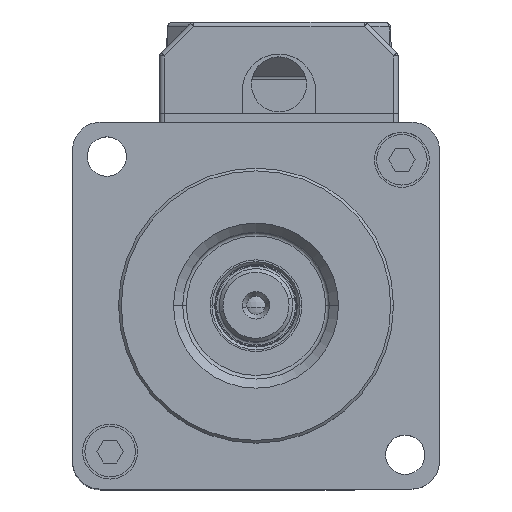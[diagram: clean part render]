
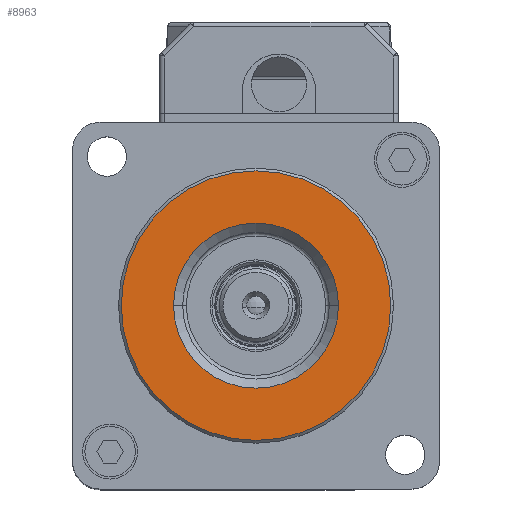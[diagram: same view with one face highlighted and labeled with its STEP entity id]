
A CAD part, top view. The second image highlights one B-rep face of the part: STEP entity #8963.
In plain terms, the highlighted planar face has unit normal (0, 0, 1).
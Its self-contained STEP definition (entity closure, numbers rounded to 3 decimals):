
#63 = CARTESIAN_POINT ( 'NONE',  ( 0., 0., 56.5 ) ) ;
#213 = VERTEX_POINT ( 'NONE', #6577 ) ;
#761 = DIRECTION ( 'NONE',  ( -1., 0., 0. ) ) ;
#1325 = CARTESIAN_POINT ( 'NONE',  ( 0., 0., 56.5 ) ) ;
#1824 = ORIENTED_EDGE ( 'NONE', *, *, #6797, .T. ) ;
#1929 = VERTEX_POINT ( 'NONE', #22520 ) ;
#2108 = DIRECTION ( 'NONE',  ( -1., 0., 0. ) ) ;
#2225 = CARTESIAN_POINT ( 'NONE',  ( 9., 0., 56.5 ) ) ;
#2726 = EDGE_LOOP ( 'NONE', ( #20248, #13227 ) ) ;
#2973 = AXIS2_PLACEMENT_3D ( 'NONE', #25235, #12995, #761 ) ;
#3094 = PLANE ( 'NONE',  #7748 ) ;
#3360 = DIRECTION ( 'NONE',  ( -1., 0., 0. ) ) ;
#3793 = ORIENTED_EDGE ( 'NONE', *, *, #15615, .T. ) ;
#4289 = CARTESIAN_POINT ( 'NONE',  ( 0., 0., 56.5 ) ) ;
#5632 = EDGE_LOOP ( 'NONE', ( #3793, #1824 ) ) ;
#6291 = EDGE_CURVE ( 'NONE', #1929, #213, #19191, .T. ) ;
#6353 = DIRECTION ( 'NONE',  ( -1., 0., 0. ) ) ;
#6577 = CARTESIAN_POINT ( 'NONE',  ( -14.7, 0., 56.5 ) ) ;
#6797 = EDGE_CURVE ( 'NONE', #20070, #11555, #16242, .T. ) ;
#7748 = AXIS2_PLACEMENT_3D ( 'NONE', #11308, #25622, #13378 ) ;
#8963 = ADVANCED_FACE ( 'NONE', ( #15342, #9875 ), #3094, .F. ) ;
#9875 = FACE_BOUND ( 'NONE', #5632, .T. ) ;
#10441 = CIRCLE ( 'NONE', #19043, 9. ) ;
#11308 = CARTESIAN_POINT ( 'NONE',  ( 0., 0., 56.5 ) ) ;
#11555 = VERTEX_POINT ( 'NONE', #2225 ) ;
#12995 = DIRECTION ( 'NONE',  ( 0., 0., 1. ) ) ;
#13227 = ORIENTED_EDGE ( 'NONE', *, *, #6291, .T. ) ;
#13378 = DIRECTION ( 'NONE',  ( -1., 0., 0. ) ) ;
#14364 = DIRECTION ( 'NONE',  ( 0., 0., 1. ) ) ;
#15342 = FACE_OUTER_BOUND ( 'NONE', #2726, .T. ) ;
#15615 = EDGE_CURVE ( 'NONE', #11555, #20070, #10441, .T. ) ;
#15650 = DIRECTION ( 'NONE',  ( 0., 0., -1. ) ) ;
#15762 = CARTESIAN_POINT ( 'NONE',  ( -9., 0., 56.5 ) ) ;
#16242 = CIRCLE ( 'NONE', #17034, 9. ) ;
#17034 = AXIS2_PLACEMENT_3D ( 'NONE', #1325, #15650, #3360 ) ;
#18160 = AXIS2_PLACEMENT_3D ( 'NONE', #63, #14364, #2108 ) ;
#18623 = DIRECTION ( 'NONE',  ( 0., 0., -1. ) ) ;
#19043 = AXIS2_PLACEMENT_3D ( 'NONE', #4289, #18623, #6353 ) ;
#19115 = EDGE_CURVE ( 'NONE', #213, #1929, #20461, .T. ) ;
#19191 = CIRCLE ( 'NONE', #2973, 14.7 ) ;
#20070 = VERTEX_POINT ( 'NONE', #15762 ) ;
#20248 = ORIENTED_EDGE ( 'NONE', *, *, #19115, .T. ) ;
#20461 = CIRCLE ( 'NONE', #18160, 14.7 ) ;
#22520 = CARTESIAN_POINT ( 'NONE',  ( 14.7, 0., 56.5 ) ) ;
#25235 = CARTESIAN_POINT ( 'NONE',  ( 0., 0., 56.5 ) ) ;
#25622 = DIRECTION ( 'NONE',  ( 0., 0., -1. ) ) ;
